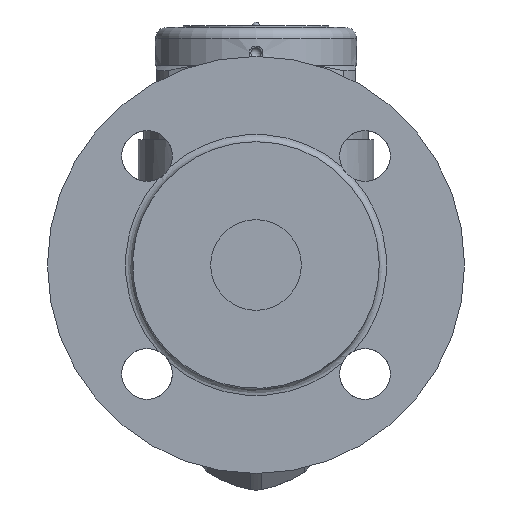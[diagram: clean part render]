
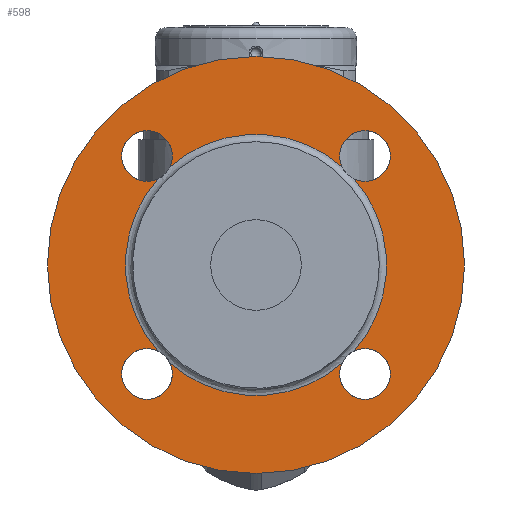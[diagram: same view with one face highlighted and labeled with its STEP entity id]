
A CAD part, left-side view. The second image highlights one B-rep face of the part: STEP entity #598.
In plain terms, the highlighted free-form (B-spline) face has degree [1, 1] with [2, 2] control points.
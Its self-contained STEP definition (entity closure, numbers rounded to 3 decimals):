
#121=CARTESIAN_POINT('',(-78.,-23.71,27.09));
#122=VERTEX_POINT('',#121);
#123=CARTESIAN_POINT('',(-78.,-27.09,23.71));
#124=VERTEX_POINT('',#123);
#140=CARTESIAN_POINT('',(-78.,23.71,27.09));
#141=VERTEX_POINT('',#140);
#142=CARTESIAN_POINT('',(-78.,0.0,0.));
#143=DIRECTION('',(-1.0,0.0,0.0));
#144=DIRECTION('',(0.0,0.0,-1.0));
#145=AXIS2_PLACEMENT_3D('',#142,#143,#144);
#146=CIRCLE('',#145,36.);
#147=EDGE_CURVE('',#122,#141,#146,.T.);
#149=CARTESIAN_POINT('',(-78.,27.09,23.71));
#150=VERTEX_POINT('',#149);
#166=CARTESIAN_POINT('',(-78.,27.09,-23.71));
#167=VERTEX_POINT('',#166);
#168=CARTESIAN_POINT('',(-78.,0.0,0.));
#169=DIRECTION('',(-1.0,0.0,0.0));
#170=DIRECTION('',(0.0,0.0,-1.0));
#171=AXIS2_PLACEMENT_3D('',#168,#169,#170);
#172=CIRCLE('',#171,36.);
#173=EDGE_CURVE('',#150,#167,#172,.T.);
#175=CARTESIAN_POINT('',(-78.,23.71,-27.09));
#176=VERTEX_POINT('',#175);
#192=CARTESIAN_POINT('',(-78.,-23.71,-27.09));
#193=VERTEX_POINT('',#192);
#194=CARTESIAN_POINT('',(-78.,0.0,0.));
#195=DIRECTION('',(-1.0,0.0,0.0));
#196=DIRECTION('',(0.0,0.0,-1.0));
#197=AXIS2_PLACEMENT_3D('',#194,#195,#196);
#198=CIRCLE('',#197,36.);
#199=EDGE_CURVE('',#176,#193,#198,.T.);
#201=CARTESIAN_POINT('',(-78.,-27.09,-23.71));
#202=VERTEX_POINT('',#201);
#218=CARTESIAN_POINT('',(-78.,0.0,0.));
#219=DIRECTION('',(-1.0,0.0,0.0));
#220=DIRECTION('',(0.0,0.0,-1.0));
#221=AXIS2_PLACEMENT_3D('',#218,#219,#220);
#222=CIRCLE('',#221,36.);
#223=EDGE_CURVE('',#202,#124,#222,.T.);
#369=CARTESIAN_POINT('',(-78.,-30.052,30.052));
#370=DIRECTION('',(1.0,0.0,0.0));
#371=DIRECTION('',(0.0,1.0,0.0));
#372=AXIS2_PLACEMENT_3D('',#369,#370,#371);
#373=CIRCLE('',#372,7.);
#374=EDGE_CURVE('',#122,#124,#373,.T.);
#388=CARTESIAN_POINT('',(-78.,-30.052,-30.052));
#389=DIRECTION('',(1.0,0.0,0.0));
#390=DIRECTION('',(0.0,0.0,1.0));
#391=AXIS2_PLACEMENT_3D('',#388,#389,#390);
#392=CIRCLE('',#391,7.);
#393=EDGE_CURVE('',#202,#193,#392,.T.);
#407=CARTESIAN_POINT('',(-78.,30.052,-30.052));
#408=DIRECTION('',(1.0,0.0,0.0));
#409=DIRECTION('',(0.0,-1.0,0.0));
#410=AXIS2_PLACEMENT_3D('',#407,#408,#409);
#411=CIRCLE('',#410,7.);
#412=EDGE_CURVE('',#176,#167,#411,.T.);
#426=CARTESIAN_POINT('',(-78.,30.052,30.052));
#427=DIRECTION('',(1.0,0.0,0.0));
#428=DIRECTION('',(0.0,0.0,-1.0));
#429=AXIS2_PLACEMENT_3D('',#426,#427,#428);
#430=CIRCLE('',#429,7.);
#431=EDGE_CURVE('',#150,#141,#430,.T.);
#504=CARTESIAN_POINT('',(-78.,0.0,57.5));
#505=VERTEX_POINT('',#504);
#506=CARTESIAN_POINT('',(-78.,0.0,0.));
#507=DIRECTION('',(-1.0,0.0,0.0));
#508=DIRECTION('',(0.0,0.0,1.0));
#509=AXIS2_PLACEMENT_3D('',#506,#507,#508);
#510=CIRCLE('',#509,57.5);
#511=EDGE_CURVE('',#505,#505,#510,.T.);
#580=CARTESIAN_POINT('',(-78.,57.5,57.5));
#581=CARTESIAN_POINT('',(-78.,57.5,-57.5));
#582=CARTESIAN_POINT('',(-78.,-57.5,57.5));
#583=CARTESIAN_POINT('',(-78.,-57.5,-57.5));
#584=B_SPLINE_SURFACE_WITH_KNOTS('',1,1,((#580,#582),(#581,#583)),.UNSPECIFIED.,.F.,.F.,.U.,(2,2),(2,2),(0.0,115.),(0.0,115.),.UNSPECIFIED.);
#585=ORIENTED_EDGE('',*,*,#511,.T.);
#586=EDGE_LOOP('',(#585));
#587=FACE_OUTER_BOUND('',#586,.T.);
#588=ORIENTED_EDGE('',*,*,#223,.F.);
#589=ORIENTED_EDGE('',*,*,#393,.T.);
#590=ORIENTED_EDGE('',*,*,#199,.F.);
#591=ORIENTED_EDGE('',*,*,#412,.T.);
#592=ORIENTED_EDGE('',*,*,#173,.F.);
#593=ORIENTED_EDGE('',*,*,#431,.T.);
#594=ORIENTED_EDGE('',*,*,#147,.F.);
#595=ORIENTED_EDGE('',*,*,#374,.T.);
#596=EDGE_LOOP('',(#588,#589,#590,#591,#592,#593,#594,#595));
#597=FACE_BOUND('',#596,.T.);
#598=ADVANCED_FACE('',(#587,#597),#584,.T.);
